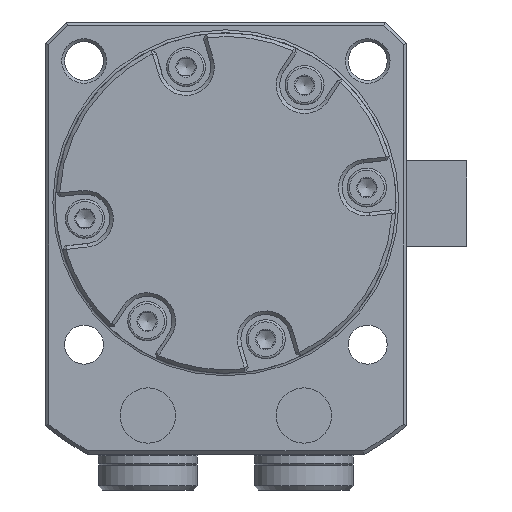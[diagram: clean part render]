
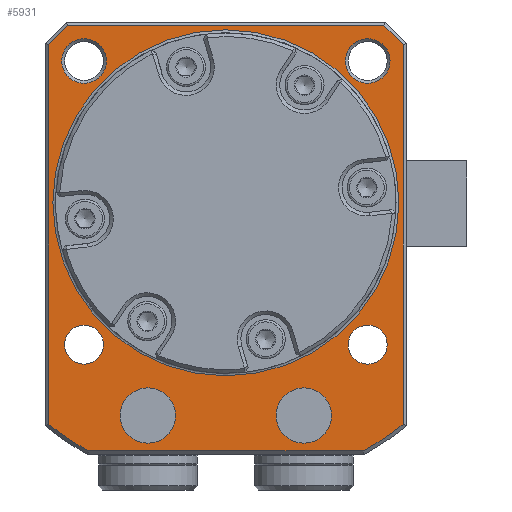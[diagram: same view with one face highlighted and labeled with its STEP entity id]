
A CAD part, front view. The second image highlights one B-rep face of the part: STEP entity #5931.
In plain terms, the highlighted planar face has unit normal (0, -1, 0).
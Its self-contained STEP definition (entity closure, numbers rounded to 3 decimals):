
#247=PLANE('',#6641);
#439=LINE('',#9737,#869);
#442=LINE('',#9745,#872);
#444=LINE('',#9749,#874);
#446=LINE('',#9753,#876);
#449=LINE('',#9759,#879);
#504=LINE('',#10618,#934);
#869=VECTOR('',#7278,1000.);
#872=VECTOR('',#7285,1000.);
#874=VECTOR('',#7289,1000.);
#876=VECTOR('',#7293,1000.);
#879=VECTOR('',#7298,1000.);
#934=VECTOR('',#7469,1000.);
#1345=CIRCLE('',#6546,40.);
#1353=CIRCLE('',#6569,3.9);
#1357=CIRCLE('',#6587,2.75);
#1358=CIRCLE('',#6589,2.75);
#1362=CIRCLE('',#6600,40.);
#1368=CIRCLE('',#6613,3.9);
#1373=CIRCLE('',#6627,3.15);
#1379=CIRCLE('',#6640,3.15);
#1380=CIRCLE('',#6642,24.4);
#2112=ORIENTED_EDGE('',*,*,#3420,.F.);
#2113=ORIENTED_EDGE('',*,*,#3419,.T.);
#2114=ORIENTED_EDGE('',*,*,#3480,.T.);
#2115=ORIENTED_EDGE('',*,*,#3386,.F.);
#2116=ORIENTED_EDGE('',*,*,#3454,.F.);
#2117=ORIENTED_EDGE('',*,*,#3481,.T.);
#2118=ORIENTED_EDGE('',*,*,#3474,.T.);
#2119=ORIENTED_EDGE('',*,*,#3449,.F.);
#2120=ORIENTED_EDGE('',*,*,#3346,.T.);
#2121=ORIENTED_EDGE('',*,*,#3344,.T.);
#2122=ORIENTED_EDGE('',*,*,#3341,.T.);
#2123=ORIENTED_EDGE('',*,*,#3339,.T.);
#2124=ORIENTED_EDGE('',*,*,#3337,.T.);
#2125=ORIENTED_EDGE('',*,*,#3333,.F.);
#2126=ORIENTED_EDGE('',*,*,#3446,.T.);
#3333=EDGE_CURVE('',#4114,#4115,#439,.T.);
#3337=EDGE_CURVE('',#4117,#4115,#442,.T.);
#3339=EDGE_CURVE('',#4118,#4117,#444,.T.);
#3341=EDGE_CURVE('',#4119,#4118,#446,.T.);
#3344=EDGE_CURVE('',#4121,#4119,#449,.T.);
#3346=EDGE_CURVE('',#4122,#4121,#1345,.T.);
#3386=EDGE_CURVE('',#4149,#4149,#1353,.T.);
#3419=EDGE_CURVE('',#4163,#4163,#1357,.T.);
#3420=EDGE_CURVE('',#4164,#4164,#1358,.T.);
#3446=EDGE_CURVE('',#4114,#4176,#1362,.T.);
#3449=EDGE_CURVE('',#4122,#4176,#504,.T.);
#3454=EDGE_CURVE('',#4181,#4181,#1368,.T.);
#3474=EDGE_CURVE('',#4191,#4191,#1373,.T.);
#3480=EDGE_CURVE('',#4197,#4197,#1379,.T.);
#3481=EDGE_CURVE('',#4198,#4198,#1380,.T.);
#4114=VERTEX_POINT('',#9738);
#4115=VERTEX_POINT('',#9739);
#4117=VERTEX_POINT('',#9746);
#4118=VERTEX_POINT('',#9750);
#4119=VERTEX_POINT('',#9754);
#4121=VERTEX_POINT('',#9760);
#4122=VERTEX_POINT('',#9767);
#4149=VERTEX_POINT('',#9910);
#4163=VERTEX_POINT('',#10253);
#4164=VERTEX_POINT('',#10256);
#4176=VERTEX_POINT('',#10614);
#4181=VERTEX_POINT('',#10634);
#4191=VERTEX_POINT('',#10847);
#4197=VERTEX_POINT('',#10866);
#4198=VERTEX_POINT('',#10869);
#4841=EDGE_LOOP('',(#2112));
#4842=EDGE_LOOP('',(#2113));
#4843=EDGE_LOOP('',(#2114));
#4844=EDGE_LOOP('',(#2115));
#4845=EDGE_LOOP('',(#2116));
#4846=EDGE_LOOP('',(#2117));
#4847=EDGE_LOOP('',(#2118));
#4848=EDGE_LOOP('',(#2119,#2120,#2121,#2122,#2123,#2124,#2125,#2126));
#5370=FACE_BOUND('',#4841,.T.);
#5371=FACE_BOUND('',#4842,.T.);
#5372=FACE_BOUND('',#4843,.T.);
#5373=FACE_BOUND('',#4844,.T.);
#5374=FACE_BOUND('',#4845,.T.);
#5375=FACE_BOUND('',#4846,.T.);
#5376=FACE_BOUND('',#4847,.T.);
#5377=FACE_BOUND('',#4848,.T.);
#5931=ADVANCED_FACE('',(#5370,#5371,#5372,#5373,#5374,#5375,#5376,#5377),
#247,.F.);
#6546=AXIS2_PLACEMENT_3D('',#9766,#7301,#7302);
#6569=AXIS2_PLACEMENT_3D('',#9909,#7375,#7376);
#6587=AXIS2_PLACEMENT_3D('',#10252,#7426,#7427);
#6589=AXIS2_PLACEMENT_3D('',#10255,#7430,#7431);
#6600=AXIS2_PLACEMENT_3D('',#10613,#7462,#7463);
#6613=AXIS2_PLACEMENT_3D('',#10633,#7490,#7491);
#6627=AXIS2_PLACEMENT_3D('',#10846,#7528,#7529);
#6640=AXIS2_PLACEMENT_3D('',#10865,#7554,#7555);
#6641=AXIS2_PLACEMENT_3D('',#10867,#7556,#7557);
#6642=AXIS2_PLACEMENT_3D('',#10868,#7558,#7559);
#7278=DIRECTION('',(1.,0.,0.));
#7285=DIRECTION('',(-0.707,0.,0.707));
#7289=DIRECTION('',(0.,0.,1.));
#7293=DIRECTION('',(0.707,0.,0.707));
#7298=DIRECTION('',(1.,0.,0.));
#7301=DIRECTION('',(0.,-1.,0.));
#7302=DIRECTION('',(-0.875,0.,-0.484));
#7375=DIRECTION('',(0.,-1.,0.));
#7376=DIRECTION('',(1.,0.,0.));
#7426=DIRECTION('',(0.,1.,0.));
#7427=DIRECTION('',(-1.,0.,0.));
#7430=DIRECTION('',(0.,-1.,0.));
#7431=DIRECTION('',(-1.,0.,0.));
#7462=DIRECTION('',(0.,-1.,0.));
#7463=DIRECTION('',(-0.781,0.,0.625));
#7469=DIRECTION('',(0.,0.,1.));
#7490=DIRECTION('',(0.,-1.,0.));
#7491=DIRECTION('',(1.,0.,0.));
#7528=DIRECTION('',(0.,1.,0.));
#7529=DIRECTION('',(0.,0.,1.));
#7554=DIRECTION('',(0.,1.,0.));
#7555=DIRECTION('',(0.,0.,1.));
#7556=DIRECTION('',(0.,1.,0.));
#7557=DIRECTION('',(0.,0.,1.));
#7558=DIRECTION('',(0.,1.,0.));
#7559=DIRECTION('',(0.,0.,-1.));
#9737=CARTESIAN_POINT('',(-31.225,1.5,25.));
#9738=CARTESIAN_POINT('',(-31.225,1.5,25.));
#9739=CARTESIAN_POINT('',(22.293,1.5,25.));
#9745=CARTESIAN_POINT('',(25.,1.5,22.293));
#9746=CARTESIAN_POINT('',(25.,1.5,22.293));
#9749=CARTESIAN_POINT('',(25.,1.5,-22.293));
#9750=CARTESIAN_POINT('',(25.,1.5,-22.293));
#9753=CARTESIAN_POINT('',(22.293,1.5,-25.));
#9754=CARTESIAN_POINT('',(22.293,1.5,-25.));
#9759=CARTESIAN_POINT('',(-31.225,1.5,-25.));
#9760=CARTESIAN_POINT('',(-31.225,1.5,-25.));
#9766=CARTESIAN_POINT('',(0.,1.5,0.));
#9767=CARTESIAN_POINT('',(-35.,1.5,-19.365));
#9909=CARTESIAN_POINT('',(-30.,1.5,-11.));
#9910=CARTESIAN_POINT('',(-26.1,1.5,-11.));
#10252=CARTESIAN_POINT('',(-20.,1.5,-20.));
#10253=CARTESIAN_POINT('',(-22.75,1.5,-20.));
#10255=CARTESIAN_POINT('',(-20.,1.5,20.));
#10256=CARTESIAN_POINT('',(-22.75,1.5,20.));
#10613=CARTESIAN_POINT('',(0.,1.5,0.));
#10614=CARTESIAN_POINT('',(-35.,1.5,19.365));
#10618=CARTESIAN_POINT('',(-35.,1.5,-19.365));
#10633=CARTESIAN_POINT('',(-30.,1.5,11.));
#10634=CARTESIAN_POINT('',(-26.1,1.5,11.));
#10846=CARTESIAN_POINT('',(20.,1.5,20.));
#10847=CARTESIAN_POINT('',(20.,1.5,23.15));
#10865=CARTESIAN_POINT('',(20.,1.5,-20.));
#10866=CARTESIAN_POINT('',(20.,1.5,-16.85));
#10867=CARTESIAN_POINT('',(-24.,1.5,0.));
#10868=CARTESIAN_POINT('',(0.,1.5,0.));
#10869=CARTESIAN_POINT('',(0.,1.5,-24.4));
